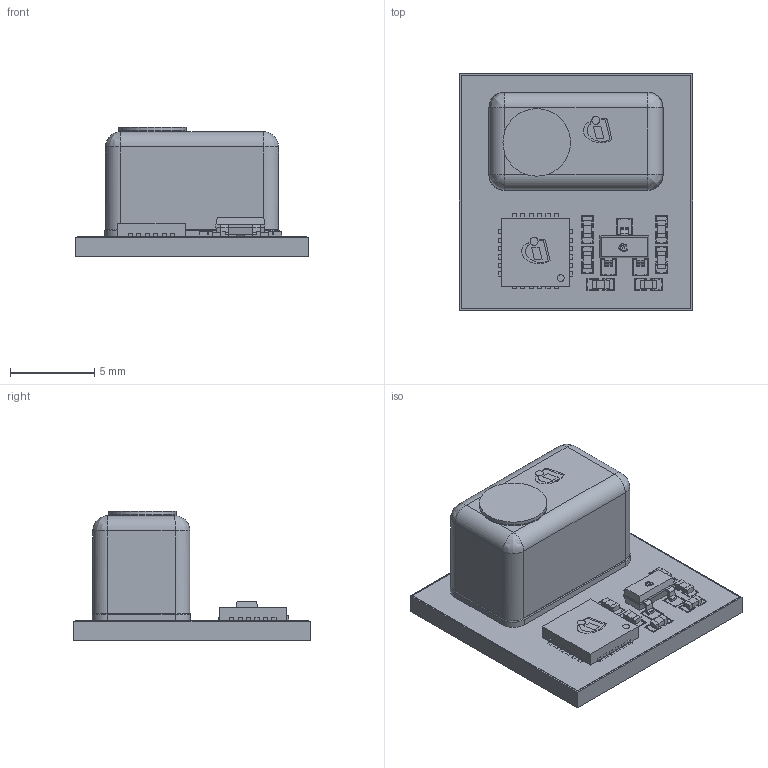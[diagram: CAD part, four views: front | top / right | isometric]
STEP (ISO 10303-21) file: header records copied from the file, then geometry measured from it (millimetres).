
FILE_DESCRIPTION(/* description */ (''),/* implementation_level */ '2;1');
FILE_NAME(/* name */ 'LG-MLGA-14-2_Z8B00244525_V02_3D.stp',/* time_stamp */ '2024-09-16T15:01:39+05:30',/* author */ ('sivamani'),/* organization */ (''),/* preprocessor_version */ 'ST-DEVELOPER v19.2',/* originating_system */ 'AutoCAD Mechanical',/* authorisation */ '');
FILE_SCHEMA (('AUTOMOTIVE_DESIGN { 1 0 10303 214 3 1 1 }'));
Length unit declared in the file: millimetre
Products named in the file (1): Product
Bounding box: 13.8 x 14 x 7.66 mm (x, y, z)
Volume: 604.4 mm3; surface area: 1739.9 mm2
Topology: 122 solids, 122 shells, 1142 faces, 2681 edges, 1780 vertices
Faces by surface type: plane 1087, cylinder 33, bspline 22
Full cylindrical faces by diameter (mm): 0.142 x1, 0.4 x1, 0.476 x2, 3.998 x1, 4 x1
Entity records: 33868 total; most frequent: CARTESIAN_POINT 7595, ORIENTED_EDGE 5354, DIRECTION 4901, EDGE_CURVE 2677, LINE 2539, VECTOR 2539, VERTEX_POINT 1780, EDGE_LOOP 1257
